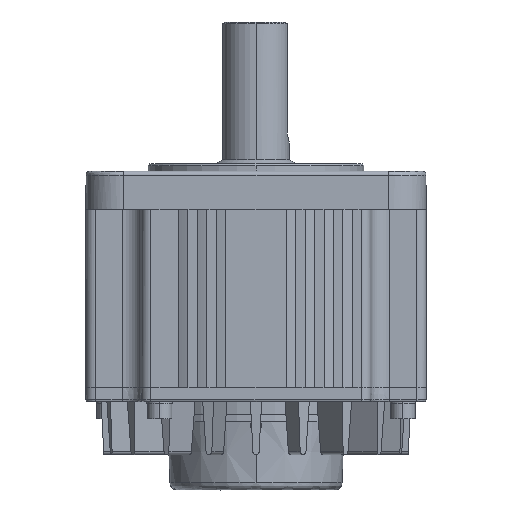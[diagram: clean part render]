
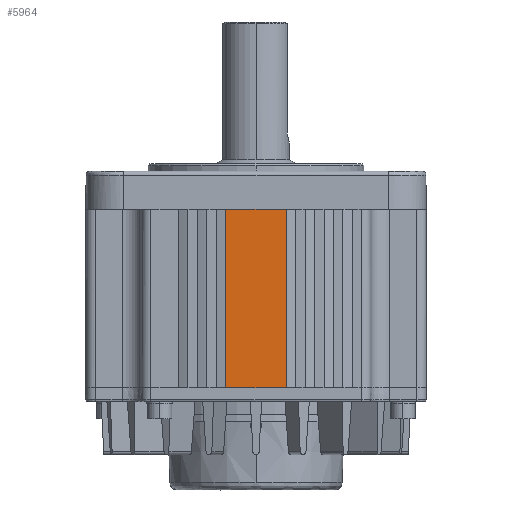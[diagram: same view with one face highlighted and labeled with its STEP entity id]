
A CAD part, front view. The second image highlights one B-rep face of the part: STEP entity #5964.
In plain terms, the highlighted planar face has unit normal (0, -1, 0).
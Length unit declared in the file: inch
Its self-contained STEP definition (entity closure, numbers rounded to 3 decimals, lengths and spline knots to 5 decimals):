
#911 = CARTESIAN_POINT ( 'NONE',  ( 0., -3.54331, -1.86024 ) ) ;
#1033 = LINE ( 'NONE', #20809, #21719 ) ;
#1867 = VECTOR ( 'NONE', #20966, 39.37008 ) ;
#1884 = CARTESIAN_POINT ( 'NONE',  ( 0.62992, -3.54331, 0. ) ) ;
#2581 = EDGE_CURVE ( 'NONE', #13644, #19224, #3868, .T. ) ;
#3002 = ORIENTED_EDGE ( 'NONE', *, *, #21389, .T. ) ;
#3067 = CARTESIAN_POINT ( 'NONE',  ( -0.62992, -3.54331, -3.72047 ) ) ;
#3868 = LINE ( 'NONE', #13071, #21838 ) ;
#3887 = VECTOR ( 'NONE', #19951, 39.37008 ) ;
#5964 = ADVANCED_FACE ( 'NONE', ( #11100 ), #14662, .T. ) ;
#7912 = ORIENTED_EDGE ( 'NONE', *, *, #13075, .T. ) ;
#9520 = ORIENTED_EDGE ( 'NONE', *, *, #13538, .T. ) ;
#11100 = FACE_OUTER_BOUND ( 'NONE', #21532, .T. ) ;
#12719 = CARTESIAN_POINT ( 'NONE',  ( 0.62992, -3.54331, -3.72047 ) ) ;
#12929 = DIRECTION ( 'NONE',  ( 1., 0., 0. ) ) ;
#13052 = DIRECTION ( 'NONE',  ( 0., 0., -1. ) ) ;
#13071 = CARTESIAN_POINT ( 'NONE',  ( 0., -3.54331, 0. ) ) ;
#13075 = EDGE_CURVE ( 'NONE', #16635, #19224, #22009, .T. ) ;
#13538 = EDGE_CURVE ( 'NONE', #13644, #14815, #1033, .T. ) ;
#13644 = VERTEX_POINT ( 'NONE', #18346 ) ;
#14662 = PLANE ( 'NONE',  #15338 ) ;
#14815 = VERTEX_POINT ( 'NONE', #3067 ) ;
#15338 = AXIS2_PLACEMENT_3D ( 'NONE', #911, #18164, #13052 ) ;
#16193 = ORIENTED_EDGE ( 'NONE', *, *, #2581, .F. ) ;
#16203 = CARTESIAN_POINT ( 'NONE',  ( 0., -3.54331, -3.72047 ) ) ;
#16635 = VERTEX_POINT ( 'NONE', #12719 ) ;
#17373 = CARTESIAN_POINT ( 'NONE',  ( 0.62992, -3.54331, -1.86024 ) ) ;
#18164 = DIRECTION ( 'NONE',  ( 0., -1., 0. ) ) ;
#18346 = CARTESIAN_POINT ( 'NONE',  ( -0.62992, -3.54331, 0. ) ) ;
#18872 = LINE ( 'NONE', #16203, #3887 ) ;
#19224 = VERTEX_POINT ( 'NONE', #1884 ) ;
#19951 = DIRECTION ( 'NONE',  ( 1., 0., 0. ) ) ;
#20653 = DIRECTION ( 'NONE',  ( 0., 0., -1. ) ) ;
#20809 = CARTESIAN_POINT ( 'NONE',  ( -0.62992, -3.54331, -1.86024 ) ) ;
#20966 = DIRECTION ( 'NONE',  ( 0., 0., 1. ) ) ;
#21389 = EDGE_CURVE ( 'NONE', #14815, #16635, #18872, .T. ) ;
#21532 = EDGE_LOOP ( 'NONE', ( #9520, #3002, #7912, #16193 ) ) ;
#21719 = VECTOR ( 'NONE', #20653, 39.37008 ) ;
#21838 = VECTOR ( 'NONE', #12929, 39.37008 ) ;
#22009 = LINE ( 'NONE', #17373, #1867 ) ;
